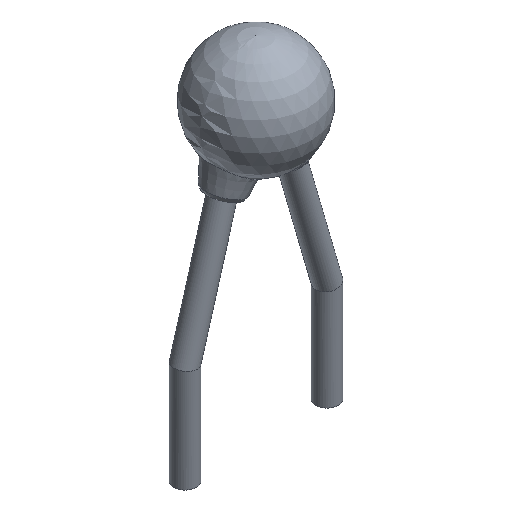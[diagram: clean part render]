
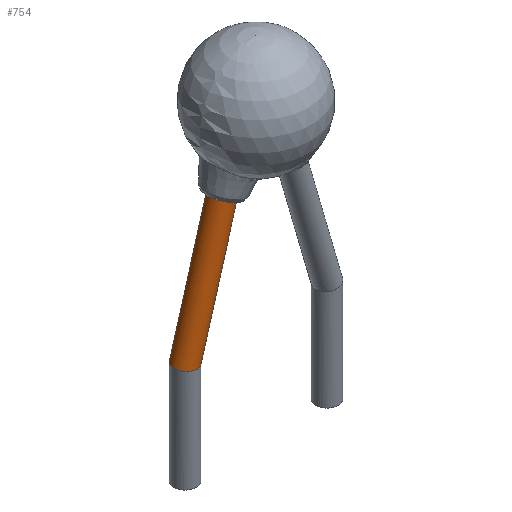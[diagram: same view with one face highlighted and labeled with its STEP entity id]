
A CAD part, isometric view. The second image highlights one B-rep face of the part: STEP entity #754.
In plain terms, the highlighted cylindrical face has radius 0.2 mm (diameter 0.4 mm), a full revolution.
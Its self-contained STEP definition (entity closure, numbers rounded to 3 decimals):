
#697 = VERTEX_POINT('',#698);
#698 = CARTESIAN_POINT('',(0.474,0.,
    2.272));
#704 = EDGE_CURVE('',#697,#697,#705,.T.);
#705 = B_SPLINE_CURVE_WITH_KNOTS('',6,(#706,#707,#708,#709,#710,#711,
    #712,#713,#714,#715,#716,#717,#718,#719,#720,#721,#722,#723,#724,
    #725,#726,#727,#728,#729,#730,#731,#732,#733,#734,#735,#736,#737,
    #738,#739,#740,#741,#742,#743,#744,#745,#746,#747),.UNSPECIFIED.,.T.
  ,.F.,(7,5,5,5,5,5,5,5,7),(0.,0.128,0.252,
    0.376,0.5,0.626,0.751,
    0.876,1.),.UNSPECIFIED.);
#706 = CARTESIAN_POINT('',(0.474,0.,
    2.272));
#707 = CARTESIAN_POINT('',(0.474,-0.027,2.272
    ));
#708 = CARTESIAN_POINT('',(0.478,-0.054,
    2.27));
#709 = CARTESIAN_POINT('',(0.486,-0.08,
    2.267));
#710 = CARTESIAN_POINT('',(0.499,-0.105,2.263));
#711 = CARTESIAN_POINT('',(0.514,-0.126,2.257
    ));
#712 = CARTESIAN_POINT('',(0.55,-0.163,2.244
    ));
#713 = CARTESIAN_POINT('',(0.571,-0.178,2.237
    ));
#714 = CARTESIAN_POINT('',(0.593,-0.189,2.229
    ));
#715 = CARTESIAN_POINT('',(0.617,-0.197,2.22
    ));
#716 = CARTESIAN_POINT('',(0.641,-0.2,2.211)
  );
#717 = CARTESIAN_POINT('',(0.69,-0.2,2.193
    ));
#718 = CARTESIAN_POINT('',(0.714,-0.195,2.184)
  );
#719 = CARTESIAN_POINT('',(0.738,-0.187,2.176
    ));
#720 = CARTESIAN_POINT('',(0.76,-0.174,2.168
    ));
#721 = CARTESIAN_POINT('',(0.78,-0.159,2.161
    ));
#722 = CARTESIAN_POINT('',(0.814,-0.122,2.148
    ));
#723 = CARTESIAN_POINT('',(0.828,-0.1,2.143
    ));
#724 = CARTESIAN_POINT('',(0.839,-0.077,
    2.139));
#725 = CARTESIAN_POINT('',(0.847,-0.052,
    2.136));
#726 = CARTESIAN_POINT('',(0.851,-0.026,
    2.135));
#727 = CARTESIAN_POINT('',(0.851,0.026,
    2.135));
#728 = CARTESIAN_POINT('',(0.847,0.052,
    2.136));
#729 = CARTESIAN_POINT('',(0.839,0.078,
    2.139));
#730 = CARTESIAN_POINT('',(0.828,0.102,2.143)
  );
#731 = CARTESIAN_POINT('',(0.813,0.123,2.148)
  );
#732 = CARTESIAN_POINT('',(0.778,0.16,2.161)
  );
#733 = CARTESIAN_POINT('',(0.758,0.175,2.168));
#734 = CARTESIAN_POINT('',(0.736,0.188,2.177)
  );
#735 = CARTESIAN_POINT('',(0.712,0.196,2.185)
  );
#736 = CARTESIAN_POINT('',(0.687,0.2,2.194)
  );
#737 = CARTESIAN_POINT('',(0.638,0.2,2.212)
  );
#738 = CARTESIAN_POINT('',(0.613,0.196,2.221)
  );
#739 = CARTESIAN_POINT('',(0.589,0.188,2.23)
  );
#740 = CARTESIAN_POINT('',(0.567,0.176,2.238)
  );
#741 = CARTESIAN_POINT('',(0.547,0.16,2.245)
  );
#742 = CARTESIAN_POINT('',(0.512,0.123,2.258));
#743 = CARTESIAN_POINT('',(0.497,0.102,2.264)
  );
#744 = CARTESIAN_POINT('',(0.486,0.078,
    2.268));
#745 = CARTESIAN_POINT('',(0.478,0.052,
    2.271));
#746 = CARTESIAN_POINT('',(0.474,0.026,
    2.272));
#747 = CARTESIAN_POINT('',(0.474,0.,
    2.272));
#754 = ADVANCED_FACE('',(#755),#792,.T.);
#755 = FACE_BOUND('',#756,.T.);
#756 = EDGE_LOOP('',(#757,#768,#774,#775,#776,#785));
#757 = ORIENTED_EDGE('',*,*,#758,.T.);
#758 = EDGE_CURVE('',#759,#761,#763,.T.);
#759 = VERTEX_POINT('',#760);
#760 = CARTESIAN_POINT('',(0.,0.2,-0.08));
#761 = VERTEX_POINT('',#762);
#762 = CARTESIAN_POINT('',(-0.2,0.,-0.052)
  );
#763 = ELLIPSE('',#764,0.202,0.2);
#764 = AXIS2_PLACEMENT_3D('',#765,#766,#767);
#765 = CARTESIAN_POINT('',(0.,0.,-0.08));
#766 = DIRECTION('',(0.141,0.,0.99)
  );
#767 = DIRECTION('',(-0.99,0.,0.141)
  );
#768 = ORIENTED_EDGE('',*,*,#769,.T.);
#769 = EDGE_CURVE('',#761,#697,#770,.T.);
#770 = LINE('',#771,#772);
#771 = CARTESIAN_POINT('',(-0.242,0.,
    -0.198));
#772 = VECTOR('',#773,1.);
#773 = DIRECTION('',(0.279,0.,0.96)
  );
#774 = ORIENTED_EDGE('',*,*,#704,.F.);
#775 = ORIENTED_EDGE('',*,*,#769,.F.);
#776 = ORIENTED_EDGE('',*,*,#777,.T.);
#777 = EDGE_CURVE('',#761,#778,#780,.T.);
#778 = VERTEX_POINT('',#779);
#779 = CARTESIAN_POINT('',(0.,-0.2,-0.08));
#780 = ELLIPSE('',#781,0.202,0.2);
#781 = AXIS2_PLACEMENT_3D('',#782,#783,#784);
#782 = CARTESIAN_POINT('',(0.,0.,-0.08));
#783 = DIRECTION('',(0.141,0.,0.99)
  );
#784 = DIRECTION('',(-0.99,0.,0.141)
  );
#785 = ORIENTED_EDGE('',*,*,#786,.T.);
#786 = EDGE_CURVE('',#778,#759,#787,.T.);
#787 = ELLIPSE('',#788,0.202,0.2);
#788 = AXIS2_PLACEMENT_3D('',#789,#790,#791);
#789 = CARTESIAN_POINT('',(0.,0.,-0.08));
#790 = DIRECTION('',(0.141,0.,0.99)
  );
#791 = DIRECTION('',(-0.99,0.,0.141)
  );
#792 = CYLINDRICAL_SURFACE('',#793,0.2);
#793 = AXIS2_PLACEMENT_3D('',#794,#795,#796);
#794 = CARTESIAN_POINT('',(-0.05,0.,
    -0.254));
#795 = DIRECTION('',(0.279,0.,0.96)
  );
#796 = DIRECTION('',(-0.96,0.,0.279)
  );
